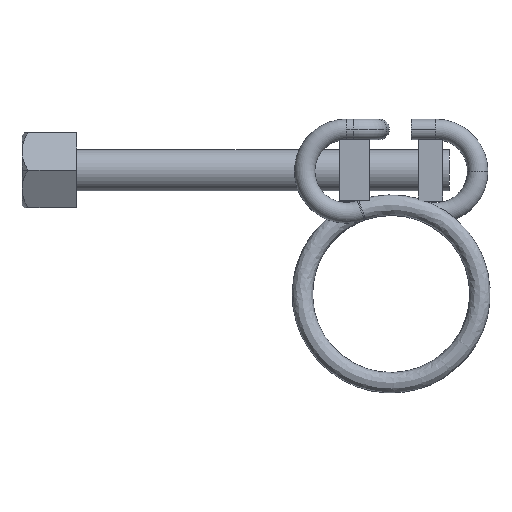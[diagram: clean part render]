
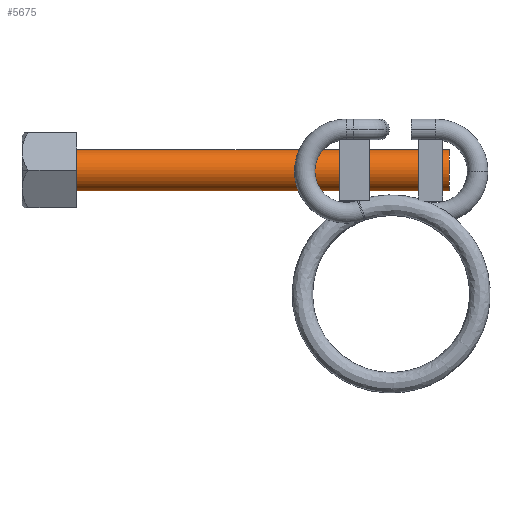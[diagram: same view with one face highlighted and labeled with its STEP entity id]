
A CAD part, top view. The second image highlights one B-rep face of the part: STEP entity #5675.
In plain terms, the highlighted cylindrical face has radius 1.5 mm (diameter 3 mm), a partial arc.
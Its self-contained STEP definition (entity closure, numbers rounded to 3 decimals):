
#92 = CIRCLE ( 'NONE', #6354, 1.5 ) ;
#633 = DIRECTION ( 'NONE',  ( 1., 0., 0. ) ) ;
#636 = EDGE_LOOP ( 'NONE', ( #3745, #1702, #2929, #3462 ) ) ;
#678 = VECTOR ( 'NONE', #720, 1000. ) ;
#720 = DIRECTION ( 'NONE',  ( -1., 0., 0. ) ) ;
#1018 = EDGE_CURVE ( 'NONE', #4846, #3638, #8687, .T. ) ;
#1296 = FACE_OUTER_BOUND ( 'NONE', #636, .T. ) ;
#1306 = CARTESIAN_POINT ( 'NONE',  ( -23.029, 10.55, 0. ) ) ;
#1595 = CARTESIAN_POINT ( 'NONE',  ( -23.029, 7.55, 0. ) ) ;
#1702 = ORIENTED_EDGE ( 'NONE', *, *, #5413, .T. ) ;
#1799 = EDGE_CURVE ( 'NONE', #5405, #3638, #3537, .T. ) ;
#1883 = DIRECTION ( 'NONE',  ( -1., 0., 0. ) ) ;
#2300 = DIRECTION ( 'NONE',  ( 1., 0., 0. ) ) ;
#2723 = CARTESIAN_POINT ( 'NONE',  ( -23.029, 9.05, 0. ) ) ;
#2929 = ORIENTED_EDGE ( 'NONE', *, *, #1799, .T. ) ;
#3453 = LINE ( 'NONE', #6903, #678 ) ;
#3462 = ORIENTED_EDGE ( 'NONE', *, *, #1018, .F. ) ;
#3537 = CIRCLE ( 'NONE', #4404, 1.5 ) ;
#3638 = VERTEX_POINT ( 'NONE', #1595 ) ;
#3675 = CARTESIAN_POINT ( 'NONE',  ( 4.271, 9.05, 0. ) ) ;
#3745 = ORIENTED_EDGE ( 'NONE', *, *, #6447, .F. ) ;
#3856 = CARTESIAN_POINT ( 'NONE',  ( 4.271, 7.55, 0. ) ) ;
#4404 = AXIS2_PLACEMENT_3D ( 'NONE', #2723, #633, #4917 ) ;
#4757 = DIRECTION ( 'NONE',  ( -1., 0., 0. ) ) ;
#4846 = VERTEX_POINT ( 'NONE', #5126 ) ;
#4917 = DIRECTION ( 'NONE',  ( 0., 1., 0. ) ) ;
#4923 = CARTESIAN_POINT ( 'NONE',  ( 4.271, 10.55, 0. ) ) ;
#4940 = CARTESIAN_POINT ( 'NONE',  ( 4.271, 9.05, 0. ) ) ;
#5126 = CARTESIAN_POINT ( 'NONE',  ( 4.271, 7.55, 0. ) ) ;
#5263 = DIRECTION ( 'NONE',  ( 0., 1., 0. ) ) ;
#5405 = VERTEX_POINT ( 'NONE', #1306 ) ;
#5413 = EDGE_CURVE ( 'NONE', #6147, #5405, #3453, .T. ) ;
#5441 = CYLINDRICAL_SURFACE ( 'NONE', #7942, 1.5 ) ;
#5675 = ADVANCED_FACE ( 'NONE', ( #1296 ), #5441, .T. ) ;
#6147 = VERTEX_POINT ( 'NONE', #4923 ) ;
#6281 = VECTOR ( 'NONE', #1883, 1000. ) ;
#6354 = AXIS2_PLACEMENT_3D ( 'NONE', #3675, #2300, #5263 ) ;
#6447 = EDGE_CURVE ( 'NONE', #6147, #4846, #92, .T. ) ;
#6903 = CARTESIAN_POINT ( 'NONE',  ( 4.271, 10.55, 0. ) ) ;
#7942 = AXIS2_PLACEMENT_3D ( 'NONE', #4940, #4757, #8361 ) ;
#8361 = DIRECTION ( 'NONE',  ( 0., -1., 0. ) ) ;
#8687 = LINE ( 'NONE', #3856, #6281 ) ;
